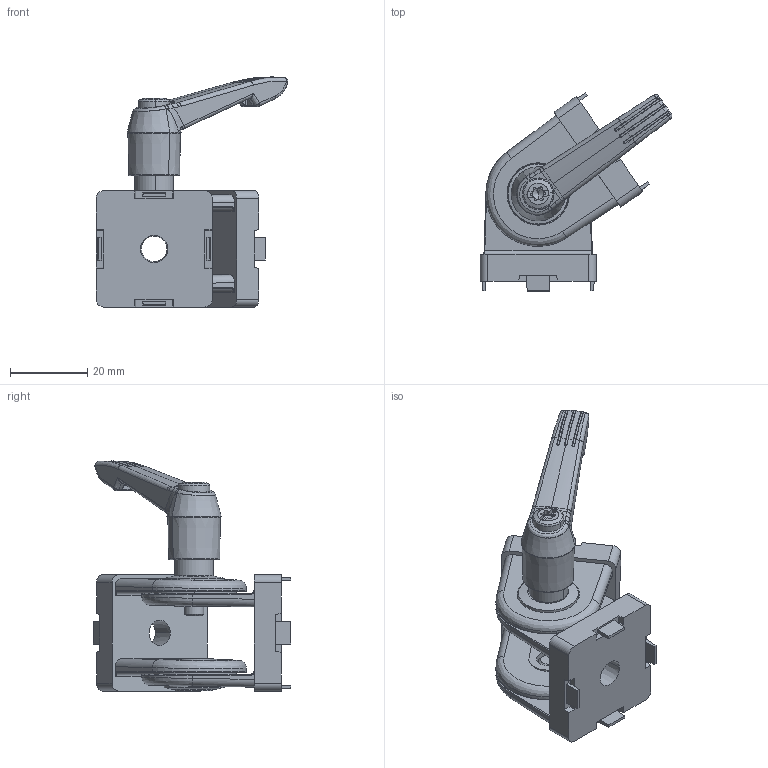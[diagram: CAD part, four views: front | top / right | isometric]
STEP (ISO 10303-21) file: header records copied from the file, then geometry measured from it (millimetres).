
FILE_DESCRIPTION (( 'STEP AP214' ), '1' );
FILE_NAME ('7126410', '2019-01-30T08:43:35', ( '' ), ('JUGARD+KÜNSTNER GmbH'), 'SwSTEP 2.0', 'SolidWorks 2017', '' );
FILE_SCHEMA (( 'AUTOMOTIVE_DESIGN' ));
Length unit declared in the file: millimetre
Products named in the file (8): 12843f06k_12843 m05 10 k; Part5; Part4; Part1; Part7; Part10; Part8; 7126410
Assembly tree (10 placements, depth 3):
  7126410
    Part8  x2
    Part10  x2
    Part7  x2
    Part1
    12843f06k_12843 m05 10 k
      Part4
      Part5
Bounding box: 49.54 x 51.1 x 59.39 mm (x, y, z)
Volume: 24693.1 mm3; surface area: 17866.9 mm2
Topology: 9 solids, 10 shells, 576 faces, 1392 edges, 849 vertices
Faces by surface type: plane 194, bspline 188, cylinder 134, cone 60
Entity records: 22107 total; most frequent: CARTESIAN_POINT 8300, ORIENTED_EDGE 2036, DIRECTION 1573, EDGE_CURVE 1018, VERTEX_POINT 623, AXIS2_PLACEMENT_3D 610, EDGE_LOOP 457, UNCERTAINTY_MEASURE_WITH_UNIT 447
